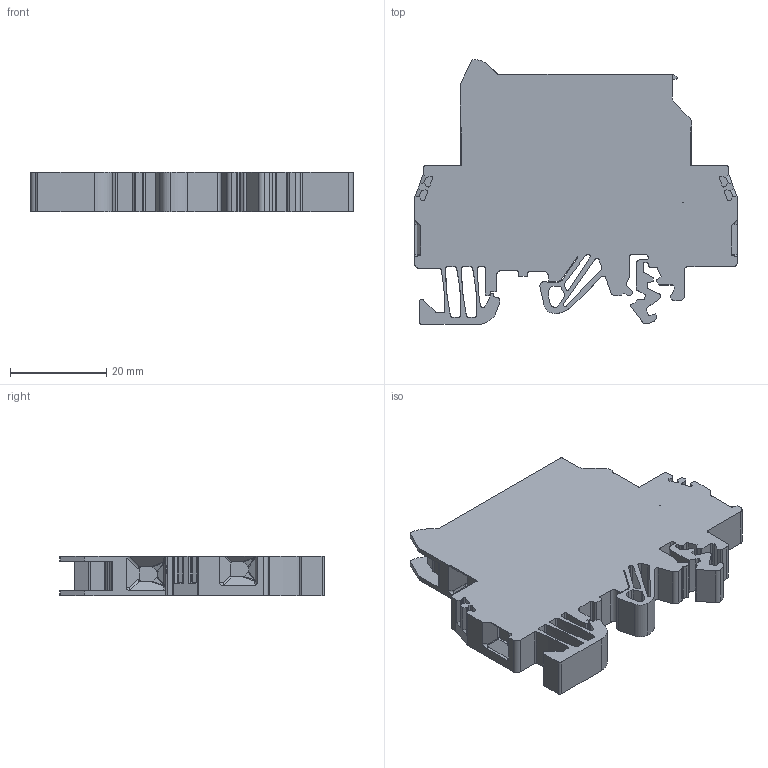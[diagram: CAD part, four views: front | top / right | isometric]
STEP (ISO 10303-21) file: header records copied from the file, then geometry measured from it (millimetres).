
FILE_DESCRIPTION(/* description */ (''),/* implementation_level */ '2;1');
FILE_NAME(/* name */ '1383_STKD1_K_iso.stp',/* time_stamp */ '2011-07-25T08:16:47+02:00',/* author */ (''),/* organization */ (''),/* preprocessor_version */ 'ST-DEVELOPER v11',/* originating_system */ 'SIEMENS UGS NX 6.0',/* authorisation */ '');
FILE_SCHEMA (('CONFIG_CONTROL_DESIGN'));
Length unit declared in the file: millimetre
Products named in the file (1): 1383_STKD1_K_iso
Bounding box: 67 x 54.95 x 8.1 mm (x, y, z)
Volume: 19508.6 mm3; surface area: 9201.3 mm2
Topology: 1 solids, 1 shells, 437 faces, 1294 edges, 862 vertices
Faces by surface type: plane 244, cylinder 187, extrusion 4, cone 2
Full cylindrical faces by diameter (mm): 3.2 x1, 4.2 x2
Entity records: 14999 total; most frequent: CARTESIAN_POINT 2914, ORIENTED_EDGE 2582, DIRECTION 2501, EDGE_CURVE 1291, VERTEX_POINT 864, VECTOR 855, LINE 851, AXIS2_PLACEMENT_3D 823
